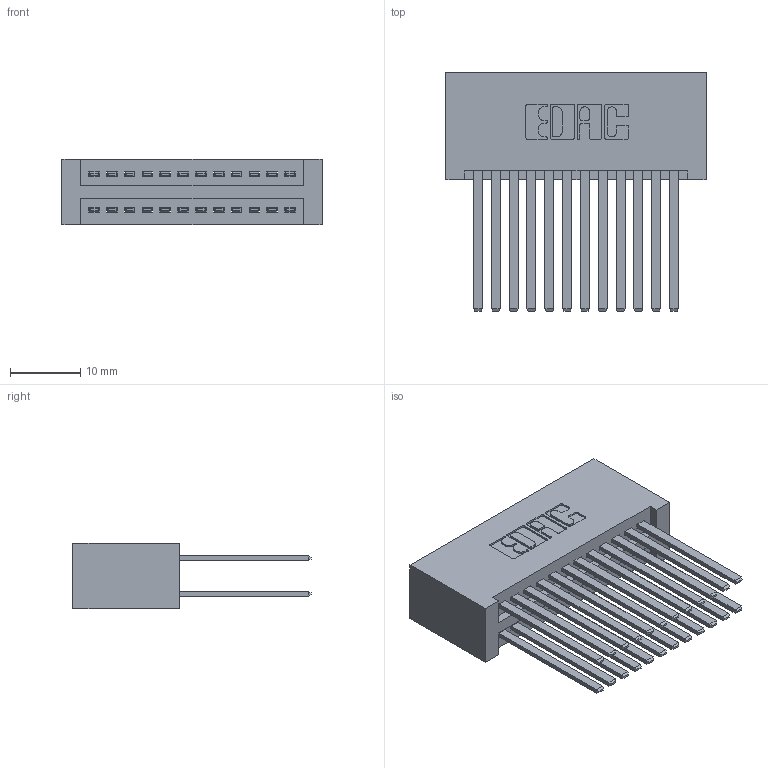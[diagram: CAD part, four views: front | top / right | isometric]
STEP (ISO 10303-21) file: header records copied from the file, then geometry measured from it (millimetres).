
FILE_DESCRIPTION (( 'STEP AP203' ), '1' );
FILE_NAME ('395-024-544-201.STEP', '2019-10-16T16:33:50', ( '' ), ( '' ), 'SwSTEP 2.0', 'SolidWorks 2016', '' );
FILE_SCHEMA (( 'CONFIG_CONTROL_DESIGN' ));
Length unit declared in the file: inch
Products named in the file (3): 345 Part_No Mounting Lugs; 345-292-001_345-293-144; 395-024-544-201
Assembly tree (25 placements, depth 2):
  395-024-544-201
    345 Part_No Mounting Lugs
    345-292-001_345-293-144  x24
Bounding box: 37.08 x 33.96 x 9.4 mm (x, y, z)
Volume: 4276.2 mm3; surface area: 7029.3 mm2
Topology: 25 solids, 25 shells, 1174 faces, 3461 edges, 2274 vertices
Faces by surface type: plane 772, cylinder 402
Entity records: 12993 total; most frequent: CARTESIAN_POINT 2204, ORIENTED_EDGE 2138, DIRECTION 1973, EDGE_CURVE 1069, VECTOR 901, LINE 901, VERTEX_POINT 710, AXIS2_PLACEMENT_3D 536
